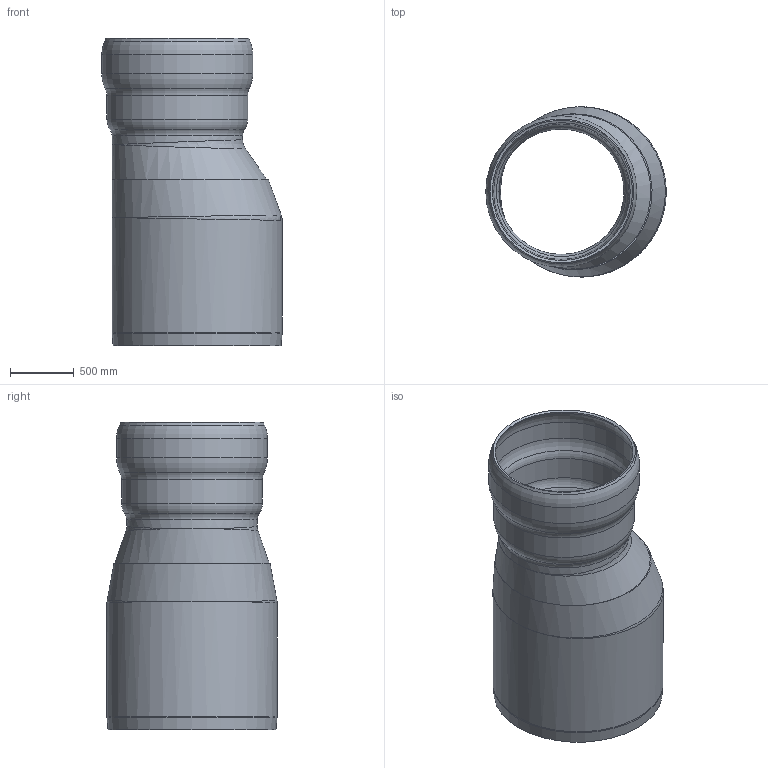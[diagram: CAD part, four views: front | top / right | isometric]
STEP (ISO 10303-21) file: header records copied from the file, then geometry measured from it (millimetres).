
FILE_DESCRIPTION(/* description */ (''),/* implementation_level */ '2;1');
FILE_NAME(/* name */ '00601.DE0X_3D.stp',/* time_stamp */ '2024-12-11T12:58:22+01:00',/* author */ ('CAD'),/* organization */ (''),/* preprocessor_version */ 'ST-DEVELOPER v20',/* originating_system */ 'AutoCAD Mechanical',/* authorisation */ '');
FILE_SCHEMA (('AUTOMOTIVE_DESIGN { 1 0 10303 214 3 1 1 }'));
Length unit declared in the file: centimetre
Products named in the file (3): Product; *S0; *S1
Assembly tree (2 placements, depth 2):
  Product
    *S0
    *S1
Bounding box: 1410 x 1330 x 2400 mm (x, y, z)
Volume: 208743485.4 mm3; surface area: 18794723.3 mm2
Topology: 2 solids, 2 shells, 36 faces, 98 edges, 56 vertices
Faces by surface type: torus 12, bspline 8, cylinder 8, cone 6, plane 2
Full cylindrical faces by diameter (mm): 980 x1, 1020 x1, 1060 x1, 1100 x1, 1140 x1, 1180 x1, 1280 x1, 1330 x1
Entity records: 4263 total; most frequent: CARTESIAN_POINT 3354, DIRECTION 192, ORIENTED_EDGE 180, EDGE_CURVE 90, AXIS2_PLACEMENT_3D 89, CIRCLE 56, VERTEX_POINT 56, EDGE_LOOP 38
